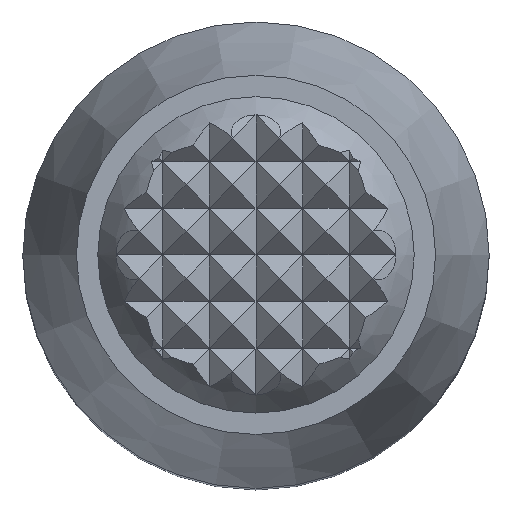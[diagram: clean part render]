
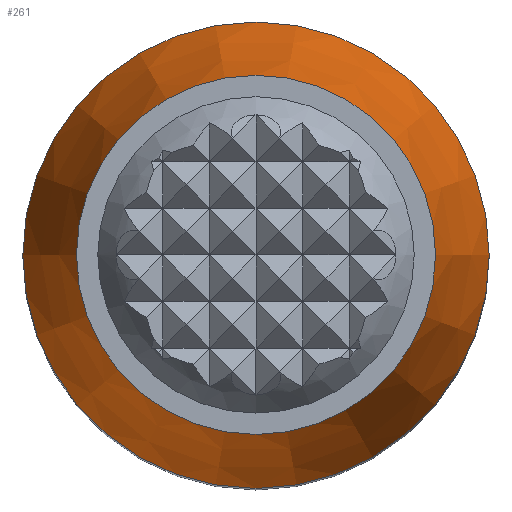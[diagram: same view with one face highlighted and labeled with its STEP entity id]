
A CAD part, top view. The second image highlights one B-rep face of the part: STEP entity #261.
In plain terms, the highlighted conical face has half-angle 15.55 degrees and reference radius 10 mm.
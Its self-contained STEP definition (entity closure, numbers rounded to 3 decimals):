
#261 = ADVANCED_FACE( '', ( #618, #619 ), #620, .T. );
#618 = FACE_BOUND( '', #1073, .T. );
#619 = FACE_OUTER_BOUND( '', #1074, .T. );
#620 = CONICAL_SURFACE( '', #1075, 10., 0.271 );
#1073 = EDGE_LOOP( '', ( #1704 ) );
#1074 = EDGE_LOOP( '', ( #1705 ) );
#1075 = AXIS2_PLACEMENT_3D( '', #1706, #1707, #1708 );
#1704 = ORIENTED_EDGE( '', *, *, #2491, .T. );
#1705 = ORIENTED_EDGE( '', *, *, #2640, .F. );
#1706 = CARTESIAN_POINT( '', ( 0., 0., 39.434 ) );
#1707 = DIRECTION( '', ( 0., 0., -1. ) );
#1708 = DIRECTION( '', ( -1., 0., 0. ) );
#2491 = EDGE_CURVE( '', #2901, #2901, #2902, .T. );
#2640 = EDGE_CURVE( '', #3112, #3112, #3113, .T. );
#2901 = VERTEX_POINT( '', #3420 );
#2902 = CIRCLE( '', #3421, 7.7 );
#3112 = VERTEX_POINT( '', #3722 );
#3113 = CIRCLE( '', #3723, 10. );
#3420 = CARTESIAN_POINT( '', ( -7.7, 0., 47.7 ) );
#3421 = AXIS2_PLACEMENT_3D( '', #4102, #4103, #4104 );
#3722 = CARTESIAN_POINT( '', ( -10., 0., 39.434 ) );
#3723 = AXIS2_PLACEMENT_3D( '', #4241, #4242, #4243 );
#4102 = CARTESIAN_POINT( '', ( 0., 0., 47.7 ) );
#4103 = DIRECTION( '', ( 0., 0., -1. ) );
#4104 = DIRECTION( '', ( -1., 0., 0. ) );
#4241 = CARTESIAN_POINT( '', ( 0., 0., 39.434 ) );
#4242 = DIRECTION( '', ( 0., 0., -1. ) );
#4243 = DIRECTION( '', ( -1., 0., 0. ) );
